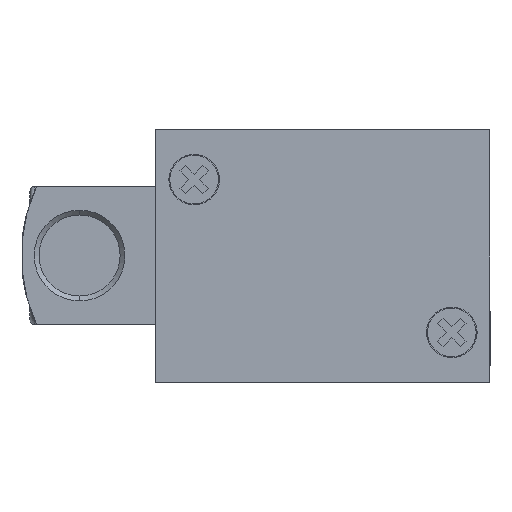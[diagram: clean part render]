
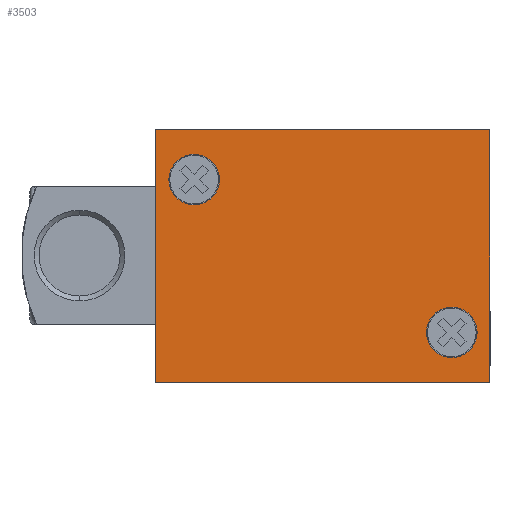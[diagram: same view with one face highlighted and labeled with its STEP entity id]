
A CAD part, left-side view. The second image highlights one B-rep face of the part: STEP entity #3503.
In plain terms, the highlighted face is planar.
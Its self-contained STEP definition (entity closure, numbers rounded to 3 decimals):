
#41 = VERTEX_POINT ( 'NONE', #4757 ) ;
#100 = CARTESIAN_POINT ( 'NONE',  ( 8., 31., 0. ) ) ;
#101 = DIRECTION ( 'NONE',  ( 0., 0., 1. ) ) ;
#102 = DIRECTION ( 'NONE',  ( 1., 0., 0. ) ) ;
#120 = CARTESIAN_POINT ( 'NONE',  ( -8., 4., 0. ) ) ;
#121 = DIRECTION ( 'NONE',  ( 0., 0., 1. ) ) ;
#122 = DIRECTION ( 'NONE',  ( 1., 0., 0. ) ) ;
#216 = CARTESIAN_POINT ( 'NONE',  ( -8., 4., 0. ) ) ;
#217 = DIRECTION ( 'NONE',  ( 0., 0., 1. ) ) ;
#218 = DIRECTION ( 'NONE',  ( 1., 0., 0. ) ) ;
#273 = CARTESIAN_POINT ( 'NONE',  ( 13.25, 35., 0. ) ) ;
#986 = CIRCLE ( 'NONE', #5134, 2.65 ) ;
#998 = CIRCLE ( 'NONE', #5138, 2.65 ) ;
#1081 = CIRCLE ( 'NONE', #5144, 2.65 ) ;
#1114 = CARTESIAN_POINT ( 'NONE',  ( 5.35, 31., 0. ) ) ;
#1682 = EDGE_CURVE ( 'NONE', #3838, #3700, #2872, .T. ) ;
#1685 = EDGE_CURVE ( 'NONE', #3600, #3838, #2878, .T. ) ;
#1687 = EDGE_CURVE ( 'NONE', #3600, #8922, #2882, .T. ) ;
#1689 = EDGE_CURVE ( 'NONE', #8922, #3700, #2886, .T. ) ;
#1690 = EDGE_CURVE ( 'NONE', #3798, #8218, #2888, .T. ) ;
#1855 = AXIS2_PLACEMENT_3D ( 'NONE', #4886, #4885, #4884 ) ;
#2119 = AXIS2_PLACEMENT_3D ( 'NONE', #6182, #6183, #6184 ) ;
#2872 = LINE ( 'NONE', #4859, #2873 ) ;
#2873 = VECTOR ( 'NONE', #4926, 1000. ) ;
#2878 = LINE ( 'NONE', #4925, #2879 ) ;
#2879 = VECTOR ( 'NONE', #4984, 1000. ) ;
#2882 = LINE ( 'NONE', #4927, #2883 ) ;
#2883 = VECTOR ( 'NONE', #4889, 1000. ) ;
#2886 = LINE ( 'NONE', #4890, #2887 ) ;
#2887 = VECTOR ( 'NONE', #4883, 1000. ) ;
#2888 = CIRCLE ( 'NONE', #1855, 2.65 ) ;
#3503 = ADVANCED_FACE ( 'NONE', ( #6858, #6859, #6860 ), #6181, .T. ) ;
#3600 = VERTEX_POINT ( 'NONE', #6337 ) ;
#3700 = VERTEX_POINT ( 'NONE', #6437 ) ;
#3705 = VERTEX_POINT ( 'NONE', #6442 ) ;
#3798 = VERTEX_POINT ( 'NONE', #6535 ) ;
#3838 = VERTEX_POINT ( 'NONE', #6575 ) ;
#4757 = CARTESIAN_POINT ( 'NONE',  ( -5.35, 4., 0. ) ) ;
#4859 = CARTESIAN_POINT ( 'NONE',  ( 0., 0., 0. ) ) ;
#4883 = DIRECTION ( 'NONE',  ( 0., -1., 0. ) ) ;
#4884 = DIRECTION ( 'NONE',  ( 1., 0., 0. ) ) ;
#4885 = DIRECTION ( 'NONE',  ( 0., 0., 1. ) ) ;
#4886 = CARTESIAN_POINT ( 'NONE',  ( 8., 31., 0. ) ) ;
#4889 = DIRECTION ( 'NONE',  ( 1., 0., 0. ) ) ;
#4890 = CARTESIAN_POINT ( 'NONE',  ( 13.25, -16.788, 0. ) ) ;
#4925 = CARTESIAN_POINT ( 'NONE',  ( -13.25, -16.788, 0. ) ) ;
#4926 = DIRECTION ( 'NONE',  ( 1., 0., 0. ) ) ;
#4927 = CARTESIAN_POINT ( 'NONE',  ( 0., 35., 0. ) ) ;
#4984 = DIRECTION ( 'NONE',  ( 0., -1., 0. ) ) ;
#5134 = AXIS2_PLACEMENT_3D ( 'NONE', #100, #101, #102 ) ;
#5138 = AXIS2_PLACEMENT_3D ( 'NONE', #120, #121, #122 ) ;
#5144 = AXIS2_PLACEMENT_3D ( 'NONE', #216, #217, #218 ) ;
#6181 = PLANE ( 'NONE',  #2119 ) ;
#6182 = CARTESIAN_POINT ( 'NONE',  ( 0., -16.788, 0. ) ) ;
#6183 = DIRECTION ( 'NONE',  ( 0., 0., 1. ) ) ;
#6184 = DIRECTION ( 'NONE',  ( 1., 0., 0. ) ) ;
#6337 = CARTESIAN_POINT ( 'NONE',  ( -13.25, 35., 0. ) ) ;
#6437 = CARTESIAN_POINT ( 'NONE',  ( 13.25, 0., 0. ) ) ;
#6442 = CARTESIAN_POINT ( 'NONE',  ( -10.65, 4., 0. ) ) ;
#6535 = CARTESIAN_POINT ( 'NONE',  ( 10.65, 31., 0. ) ) ;
#6575 = CARTESIAN_POINT ( 'NONE',  ( -13.25, 0., 0. ) ) ;
#6858 = FACE_BOUND ( 'NONE', #7737, .T. ) ;
#6859 = FACE_BOUND ( 'NONE', #7729, .T. ) ;
#6860 = FACE_OUTER_BOUND ( 'NONE', #7721, .T. ) ;
#7610 = ORIENTED_EDGE ( 'NONE', *, *, #1689, .F. ) ;
#7612 = ORIENTED_EDGE ( 'NONE', *, *, #1685, .T. ) ;
#7613 = ORIENTED_EDGE ( 'NONE', *, *, #1690, .F. ) ;
#7614 = ORIENTED_EDGE ( 'NONE', *, *, #1687, .F. ) ;
#7617 = ORIENTED_EDGE ( 'NONE', *, *, #8811, .F. ) ;
#7619 = ORIENTED_EDGE ( 'NONE', *, *, #8856, .F. ) ;
#7623 = ORIENTED_EDGE ( 'NONE', *, *, #1682, .T. ) ;
#7624 = ORIENTED_EDGE ( 'NONE', *, *, #8803, .F. ) ;
#7721 = EDGE_LOOP ( 'NONE', ( #7610, #7614, #7612, #7623 ) ) ;
#7729 = EDGE_LOOP ( 'NONE', ( #7619, #7617 ) ) ;
#7737 = EDGE_LOOP ( 'NONE', ( #7613, #7624 ) ) ;
#8218 = VERTEX_POINT ( 'NONE', #1114 ) ;
#8803 = EDGE_CURVE ( 'NONE', #8218, #3798, #986, .T. ) ;
#8811 = EDGE_CURVE ( 'NONE', #3705, #41, #998, .T. ) ;
#8856 = EDGE_CURVE ( 'NONE', #41, #3705, #1081, .T. ) ;
#8922 = VERTEX_POINT ( 'NONE', #273 ) ;
